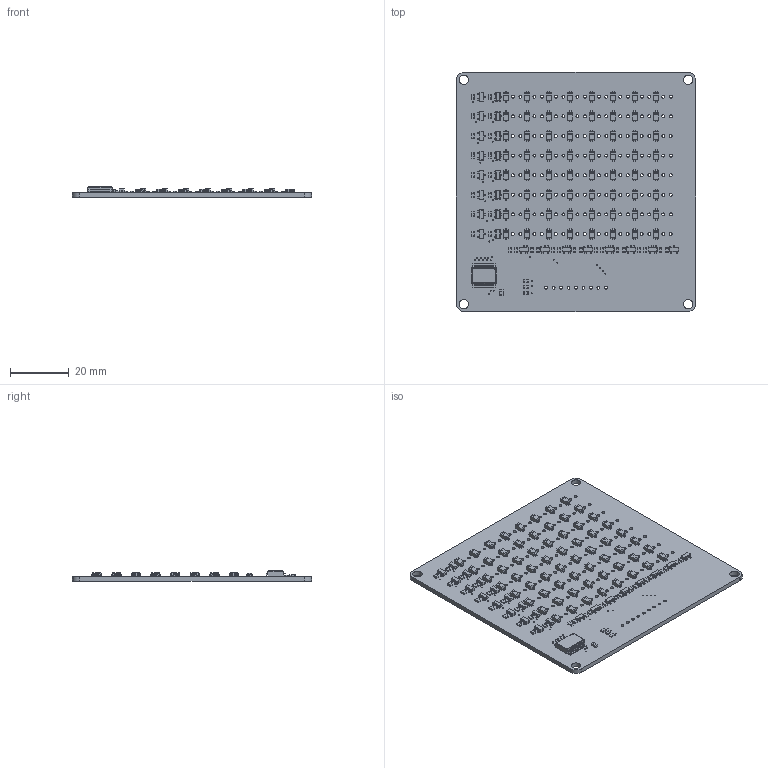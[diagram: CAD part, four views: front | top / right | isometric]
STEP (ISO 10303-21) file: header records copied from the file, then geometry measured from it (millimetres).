
FILE_DESCRIPTION(/* description */ (''),/* implementation_level */ '2;1');
FILE_NAME(/* name */ '8x8BulbMatrix.step',/* time_stamp */ '2021-12-23T23:56:51+01:00',/* author */ (''),/* organization */ (''),/* preprocessor_version */ 'ST-DEVELOPER v18.1',/* originating_system */ 'Autodesk Translation Framework v10.10.0.1391',/* authorisation */ '');
FILE_SCHEMA (('AUTOMOTIVE_DESIGN { 1 0 10303 214 3 1 1 }'));
Length unit declared in the file: millimetre
Products named in the file (10): 8x8BulbMatrix; Board; Packages; MICRO3; SOT23; SOT23 (1); R0603; SOP65P780X200-24N; C0805; SOD123
Assembly tree (127 placements, depth 3):
  8x8BulbMatrix
    Board
    Packages
      R0603  x35
      SOD123  x64
      MICRO3  x8
      SOT23  x8
      SOT23 (1)  x8
      SOP65P780X200-24N
      C0805
Bounding box: 81.28 x 81.28 x 3.57 mm (x, y, z)
Volume: 10776.9 mm3; surface area: 16703.5 mm2
Topology: 126 solids, 126 shells, 6257 faces, 15078 edges, 9192 vertices
Faces by surface type: plane 3762, cylinder 1935, sphere 560
Full cylindrical faces by diameter (mm): 0.3 x1, 0.35 x53, 1 x137, 3.2 x4
Entity records: 27858 total; most frequent: DIRECTION 4776, CARTESIAN_POINT 4516, ORIENTED_EDGE 4332, EDGE_CURVE 2166, AXIS2_PLACEMENT_3D 1668, LINE 1440, VECTOR 1440, VERTEX_POINT 1408
